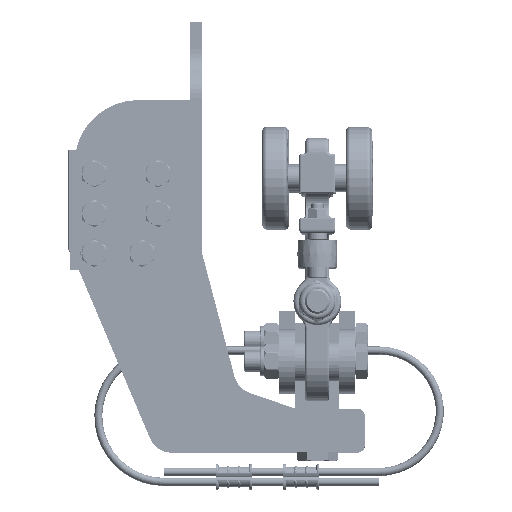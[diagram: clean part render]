
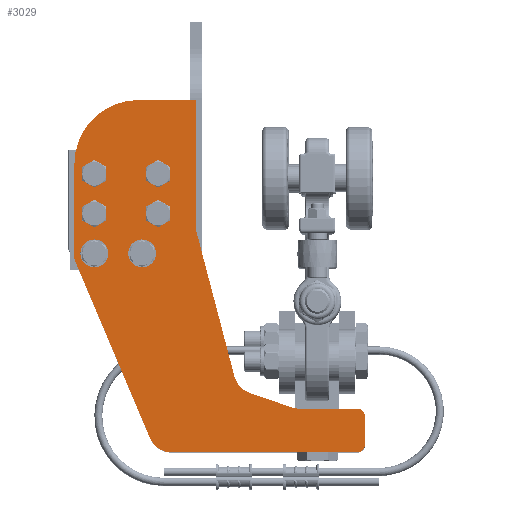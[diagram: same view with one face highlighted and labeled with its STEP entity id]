
A CAD part, top view. The second image highlights one B-rep face of the part: STEP entity #3029.
In plain terms, the highlighted free-form (B-spline) face has degree [1, 1] with [2, 2] control points.
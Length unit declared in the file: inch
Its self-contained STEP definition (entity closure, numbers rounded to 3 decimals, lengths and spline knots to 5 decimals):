
#915=CARTESIAN_POINT('',(6.79687,-2.625,7.));
#916=VERTEX_POINT('',#915);
#917=CARTESIAN_POINT('',(7.0625,-2.625,7.));
#918=DIRECTION('',(0.0,1.0,0.0));
#919=DIRECTION('',(1.0,0.0,0.0));
#920=AXIS2_PLACEMENT_3D('',#917,#918,#919);
#921=CIRCLE('',#920,0.26563);
#922=EDGE_CURVE('',#916,#916,#921,.T.);
#1013=CARTESIAN_POINT('',(8.04688,-2.625,7.));
#1014=VERTEX_POINT('',#1013);
#1015=CARTESIAN_POINT('',(8.3125,-2.625,7.));
#1016=DIRECTION('',(0.0,1.0,0.0));
#1017=DIRECTION('',(1.0,0.0,0.0));
#1018=AXIS2_PLACEMENT_3D('',#1015,#1016,#1017);
#1019=CIRCLE('',#1018,0.26563);
#1020=EDGE_CURVE('',#1014,#1014,#1019,.T.);
#1041=CARTESIAN_POINT('',(6.59477,-2.625,3.8125));
#1042=VERTEX_POINT('',#1041);
#1049=CARTESIAN_POINT('',(6.53129,-2.625,3.80431));
#1050=VERTEX_POINT('',#1049);
#1051=CARTESIAN_POINT('',(6.59477,-2.625,3.5625));
#1052=DIRECTION('',(0.0,-1.,0.0));
#1053=DIRECTION('',(-0.128,0.0,0.992));
#1054=AXIS2_PLACEMENT_3D('',#1051,#1052,#1053);
#1055=CIRCLE('',#1054,0.25);
#1056=EDGE_CURVE('',#1042,#1050,#1055,.T.);
#1128=CARTESIAN_POINT('',(1.95038,-2.625,2.60182));
#1129=VERTEX_POINT('',#1128);
#1130=CARTESIAN_POINT('',(1.95038,-2.625,2.60182));
#1131=DIRECTION('',(0.967,0.0,0.254));
#1132=VECTOR('',#1131,4.73611);
#1133=LINE('',#1130,#1132);
#1134=EDGE_CURVE('',#1129,#1050,#1133,.T.);
#1240=CARTESIAN_POINT('',(-0.1875,-2.625,-1.5));
#1241=VERTEX_POINT('',#1240);
#1242=CARTESIAN_POINT('',(-0.4375,-2.625,-1.25));
#1243=VERTEX_POINT('',#1242);
#1244=CARTESIAN_POINT('',(-0.1875,-2.625,-1.25));
#1245=DIRECTION('',(0.0,1.,0.0));
#1246=DIRECTION('',(-0.707,0.0,-0.707));
#1247=AXIS2_PLACEMENT_3D('',#1244,#1245,#1246);
#1248=CIRCLE('',#1247,0.25);
#1249=EDGE_CURVE('',#1241,#1243,#1248,.T.);
#1291=CARTESIAN_POINT('',(0.6875,-2.625,-1.5));
#1292=VERTEX_POINT('',#1291);
#1299=CARTESIAN_POINT('',(-0.1875,-2.625,-1.5));
#1300=DIRECTION('',(1.0,0.0,0.0));
#1301=VECTOR('',#1300,0.875);
#1302=LINE('',#1299,#1301);
#1303=EDGE_CURVE('',#1241,#1292,#1302,.T.);
#1530=CARTESIAN_POINT('',(5.57833,-2.625,7.60527));
#1531=VERTEX_POINT('',#1530);
#1532=CARTESIAN_POINT('',(5.67567,-2.625,7.625));
#1533=VERTEX_POINT('',#1532);
#1534=CARTESIAN_POINT('',(5.67567,-2.625,7.375));
#1535=DIRECTION('',(0.0,1.,0.0));
#1536=DIRECTION('',(-0.199,0.0,0.98));
#1537=AXIS2_PLACEMENT_3D('',#1534,#1535,#1536);
#1538=CIRCLE('',#1537,0.25);
#1539=EDGE_CURVE('',#1531,#1533,#1538,.T.);
#1564=CARTESIAN_POINT('',(0.0205,-2.625,5.25609));
#1565=VERTEX_POINT('',#1564);
#1572=CARTESIAN_POINT('',(5.57833,-2.625,7.60527));
#1573=DIRECTION('',(-0.921,0.,-0.389));
#1574=VECTOR('',#1573,6.03392);
#1575=LINE('',#1572,#1574);
#1576=EDGE_CURVE('',#1531,#1565,#1575,.T.);
#1586=CARTESIAN_POINT('',(0.9375,-2.625,-1.25));
#1587=VERTEX_POINT('',#1586);
#1588=CARTESIAN_POINT('',(0.6875,-2.625,-1.25));
#1589=DIRECTION('',(0.0,1.0,0.0));
#1590=DIRECTION('',(0.707,0.0,-0.707));
#1591=AXIS2_PLACEMENT_3D('',#1588,#1589,#1590);
#1592=CIRCLE('',#1591,0.25);
#1593=EDGE_CURVE('',#1587,#1292,#1592,.T.);
#1613=CARTESIAN_POINT('',(0.9375,-2.625,0.56182));
#1614=VERTEX_POINT('',#1613);
#1621=CARTESIAN_POINT('',(0.9375,-2.625,-1.25));
#1622=DIRECTION('',(0.0,0.0,1.0));
#1623=VECTOR('',#1622,1.81182);
#1624=LINE('',#1621,#1623);
#1625=EDGE_CURVE('',#1587,#1614,#1624,.T.);
#2008=CARTESIAN_POINT('',(-0.4375,-2.625,4.56526));
#2009=VERTEX_POINT('',#2008);
#2010=CARTESIAN_POINT('',(0.3125,-2.625,4.56526));
#2011=DIRECTION('',(0.0,1.0,0.0));
#2012=DIRECTION('',(-0.833,0.0,0.553));
#2013=AXIS2_PLACEMENT_3D('',#2010,#2011,#2012);
#2014=CIRCLE('',#2013,0.75);
#2015=EDGE_CURVE('',#2009,#1565,#2014,.T.);
#2034=CARTESIAN_POINT('',(-0.4375,-2.625,4.56526));
#2035=DIRECTION('',(0.0,0.0,-1.0));
#2036=VECTOR('',#2035,5.81526);
#2037=LINE('',#2034,#2036);
#2038=EDGE_CURVE('',#2009,#1243,#2037,.T.);
#2076=CARTESIAN_POINT('',(0.97847,-2.625,0.80631));
#2077=VERTEX_POINT('',#2076);
#2084=CARTESIAN_POINT('',(1.6875,-2.625,0.56182));
#2085=DIRECTION('',(0.0,-1.0,0.0));
#2086=DIRECTION('',(-0.986,0.0,0.165));
#2087=AXIS2_PLACEMENT_3D('',#2084,#2085,#2086);
#2088=CIRCLE('',#2087,0.75);
#2089=EDGE_CURVE('',#2077,#1614,#2088,.T.);
#2102=CARTESIAN_POINT('',(1.43177,-2.625,2.12089));
#2103=VERTEX_POINT('',#2102);
#2110=CARTESIAN_POINT('',(0.97847,-2.625,0.80631));
#2111=DIRECTION('',(0.326,0.0,0.945));
#2112=VECTOR('',#2111,1.39053);
#2113=LINE('',#2110,#2112);
#2114=EDGE_CURVE('',#2077,#2103,#2113,.T.);
#2217=CARTESIAN_POINT('',(2.1408,-2.625,1.87639));
#2218=DIRECTION('',(0.0,-1.0,0.0));
#2219=DIRECTION('',(-0.68,0.0,0.733));
#2220=AXIS2_PLACEMENT_3D('',#2217,#2218,#2219);
#2221=CIRCLE('',#2220,0.75);
#2222=EDGE_CURVE('',#1129,#2103,#2221,.T.);
#2298=CARTESIAN_POINT('',(8.04688,-2.625,5.));
#2299=VERTEX_POINT('',#2298);
#2300=CARTESIAN_POINT('',(8.3125,-2.625,5.));
#2301=DIRECTION('',(0.0,1.0,0.0));
#2302=DIRECTION('',(1.0,0.0,0.0));
#2303=AXIS2_PLACEMENT_3D('',#2300,#2301,#2302);
#2304=CIRCLE('',#2303,0.26563);
#2305=EDGE_CURVE('',#2299,#2299,#2304,.T.);
#2380=CARTESIAN_POINT('',(6.79687,-2.625,5.));
#2381=VERTEX_POINT('',#2380);
#2382=CARTESIAN_POINT('',(7.0625,-2.625,5.));
#2383=DIRECTION('',(0.0,1.0,0.0));
#2384=DIRECTION('',(1.0,0.0,0.0));
#2385=AXIS2_PLACEMENT_3D('',#2382,#2383,#2384);
#2386=CIRCLE('',#2385,0.26563);
#2387=EDGE_CURVE('',#2381,#2381,#2386,.T.);
#2462=CARTESIAN_POINT('',(5.54688,-2.625,5.5));
#2463=VERTEX_POINT('',#2462);
#2464=CARTESIAN_POINT('',(5.8125,-2.625,5.5));
#2465=DIRECTION('',(0.0,1.0,0.0));
#2466=DIRECTION('',(1.0,0.0,0.0));
#2467=AXIS2_PLACEMENT_3D('',#2464,#2465,#2466);
#2468=CIRCLE('',#2467,0.26563);
#2469=EDGE_CURVE('',#2463,#2463,#2468,.T.);
#2544=CARTESIAN_POINT('',(5.54688,-2.625,7.));
#2545=VERTEX_POINT('',#2544);
#2546=CARTESIAN_POINT('',(5.8125,-2.625,7.));
#2547=DIRECTION('',(0.0,1.0,0.0));
#2548=DIRECTION('',(1.0,0.0,0.0));
#2549=AXIS2_PLACEMENT_3D('',#2546,#2547,#2548);
#2550=CIRCLE('',#2549,0.26563);
#2551=EDGE_CURVE('',#2545,#2545,#2550,.T.);
#2882=CARTESIAN_POINT('',(10.625,-2.625,3.8125));
#2883=VERTEX_POINT('',#2882);
#2890=CARTESIAN_POINT('',(6.59477,-2.625,3.8125));
#2891=DIRECTION('',(1.0,0.0,0.0));
#2892=VECTOR('',#2891,4.03023);
#2893=LINE('',#2890,#2892);
#2894=EDGE_CURVE('',#1042,#2883,#2893,.T.);
#2904=CARTESIAN_POINT('',(10.625,-2.625,5.625));
#2905=VERTEX_POINT('',#2904);
#2906=CARTESIAN_POINT('',(10.625,-2.625,3.8125));
#2907=DIRECTION('',(0.0,0.0,1.0));
#2908=VECTOR('',#2907,1.8125);
#2909=LINE('',#2906,#2908);
#2910=EDGE_CURVE('',#2883,#2905,#2909,.T.);
#2950=CARTESIAN_POINT('',(8.625,-2.625,7.625));
#2951=VERTEX_POINT('',#2950);
#2952=CARTESIAN_POINT('',(8.625,-2.625,5.625));
#2953=DIRECTION('',(0.0,-1.0,0.0));
#2954=DIRECTION('',(0.0,0.0,-1.0));
#2955=AXIS2_PLACEMENT_3D('',#2952,#2953,#2954);
#2956=CIRCLE('',#2955,2.);
#2957=EDGE_CURVE('',#2905,#2951,#2956,.T.);
#2976=CARTESIAN_POINT('',(8.625,-2.625,7.625));
#2977=DIRECTION('',(-1.0,0.0,0.0));
#2978=VECTOR('',#2977,2.94933);
#2979=LINE('',#2976,#2978);
#2980=EDGE_CURVE('',#2951,#1533,#2979,.T.);
#2987=CARTESIAN_POINT('',(10.625,-2.625,-1.5));
#2988=CARTESIAN_POINT('',(10.625,-2.625,7.625));
#2989=CARTESIAN_POINT('',(-0.4375,-2.625,-1.5));
#2990=CARTESIAN_POINT('',(-0.4375,-2.625,7.625));
#2991=B_SPLINE_SURFACE_WITH_KNOTS('',1,1,((#2987,#2989),(#2988,#2990)),.UNSPECIFIED.,.F.,.F.,.U.,(2,2),(2,2),(0.0,9.125),(0.0,11.0625),.UNSPECIFIED.);
#2992=ORIENTED_EDGE('',*,*,#1249,.F.);
#2993=ORIENTED_EDGE('',*,*,#1303,.T.);
#2994=ORIENTED_EDGE('',*,*,#1593,.F.);
#2995=ORIENTED_EDGE('',*,*,#1625,.T.);
#2996=ORIENTED_EDGE('',*,*,#2089,.F.);
#2997=ORIENTED_EDGE('',*,*,#2114,.T.);
#2998=ORIENTED_EDGE('',*,*,#2222,.F.);
#2999=ORIENTED_EDGE('',*,*,#1134,.T.);
#3000=ORIENTED_EDGE('',*,*,#1056,.F.);
#3001=ORIENTED_EDGE('',*,*,#2894,.T.);
#3002=ORIENTED_EDGE('',*,*,#2910,.T.);
#3003=ORIENTED_EDGE('',*,*,#2957,.T.);
#3004=ORIENTED_EDGE('',*,*,#2980,.T.);
#3005=ORIENTED_EDGE('',*,*,#1539,.F.);
#3006=ORIENTED_EDGE('',*,*,#1576,.T.);
#3007=ORIENTED_EDGE('',*,*,#2015,.F.);
#3008=ORIENTED_EDGE('',*,*,#2038,.T.);
#3009=EDGE_LOOP('',(#2992,#2993,#2994,#2995,#2996,#2997,#2998,#2999,#3000,#3001,#3002,#3003,#3004,#3005,#3006,#3007,#3008));
#3010=FACE_OUTER_BOUND('',#3009,.T.);
#3011=ORIENTED_EDGE('',*,*,#922,.T.);
#3012=EDGE_LOOP('',(#3011));
#3013=FACE_BOUND('',#3012,.T.);
#3014=ORIENTED_EDGE('',*,*,#1020,.T.);
#3015=EDGE_LOOP('',(#3014));
#3016=FACE_BOUND('',#3015,.T.);
#3017=ORIENTED_EDGE('',*,*,#2305,.T.);
#3018=EDGE_LOOP('',(#3017));
#3019=FACE_BOUND('',#3018,.T.);
#3020=ORIENTED_EDGE('',*,*,#2387,.T.);
#3021=EDGE_LOOP('',(#3020));
#3022=FACE_BOUND('',#3021,.T.);
#3023=ORIENTED_EDGE('',*,*,#2469,.T.);
#3024=EDGE_LOOP('',(#3023));
#3025=FACE_BOUND('',#3024,.T.);
#3026=ORIENTED_EDGE('',*,*,#2551,.T.);
#3027=EDGE_LOOP('',(#3026));
#3028=FACE_BOUND('',#3027,.T.);
#3029=ADVANCED_FACE('',(#3010,#3013,#3016,#3019,#3022,#3025,#3028),#2991,.T.);
